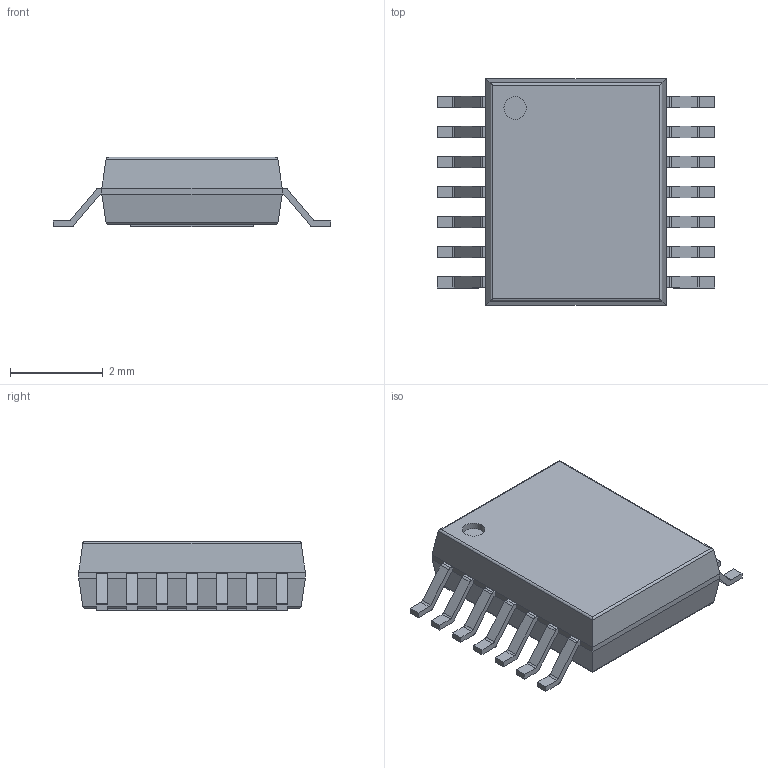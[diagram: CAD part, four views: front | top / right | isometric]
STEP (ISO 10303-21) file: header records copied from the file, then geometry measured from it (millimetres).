
FILE_DESCRIPTION(('FreeCAD Model'),'2;1');
FILE_NAME('17476973.1.1.stp','2023-03-17T08:24:07',( 'Author'),(''),'Open CASCADE STEP processor 6.9','FreeCAD','Unknown' );
FILE_SCHEMA(('AUTOMOTIVE_DESIGN { 1 0 10303 214 1 1 1 1 }'));
Length unit declared in the file: millimetre
Products named in the file (4): ASSEMBLY; Body; PinsArrayLR; ThermalPad
Assembly tree (3 placements, depth 2):
  ASSEMBLY
    Body
    PinsArrayLR
    ThermalPad
Bounding box: 6 x 4.9 x 1.5 mm (x, y, z)
Volume: 27.7 mm3; surface area: 97 mm2
Topology: 16 solids, 16 shells, 212 faces, 521 edges, 342 vertices
Faces by surface type: plane 161, cylinder 51
Full cylindrical faces by diameter (mm): 0.487 x1
Entity records: 13337 total; most frequent: CARTESIAN_POINT 2533, DIRECTION 1999, LINE 1335, VECTOR 1335, ORIENTED_EDGE 1042, PCURVE 1042, DEFINITIONAL_REPRESENTATION 1042, EDGE_CURVE 521
